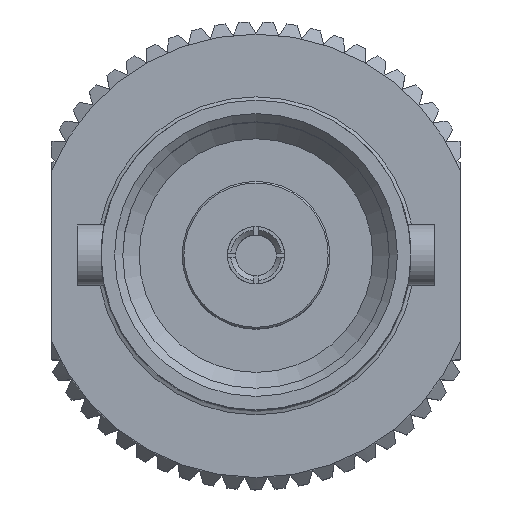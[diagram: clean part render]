
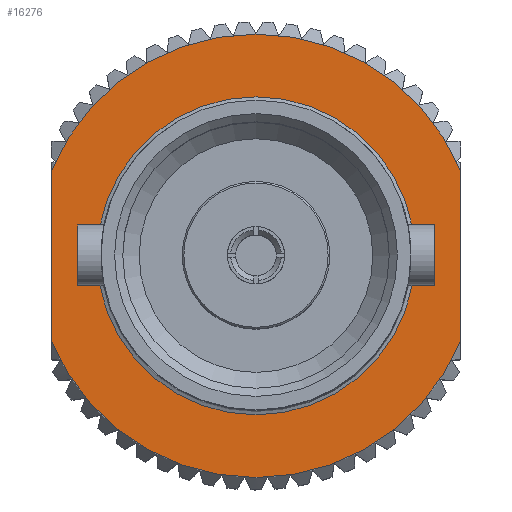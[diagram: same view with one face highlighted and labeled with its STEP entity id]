
A CAD part, top view. The second image highlights one B-rep face of the part: STEP entity #16276.
In plain terms, the highlighted face is planar.
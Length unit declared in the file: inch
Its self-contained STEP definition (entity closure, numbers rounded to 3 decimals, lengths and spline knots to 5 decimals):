
#1765 = CARTESIAN_POINT ( 'NONE',  ( 1.53787, -0.36129, 0.25 ) ) ;
#1836 = DIRECTION ( 'NONE',  ( 1., 0., 0. ) ) ;
#3336 = AXIS2_PLACEMENT_3D ( 'NONE', #3871, #34547, #56302 ) ;
#3861 = VERTEX_POINT ( 'NONE', #56293 ) ;
#3871 = CARTESIAN_POINT ( 'NONE',  ( 1.53787, 0., 0. ) ) ;
#5380 = CIRCLE ( 'NONE', #27114, 0.27043 ) ;
#5470 = CIRCLE ( 'NONE', #11962, 0.194 ) ;
#5951 = CARTESIAN_POINT ( 'NONE',  ( 1.53787, 0., 0. ) ) ;
#8278 = PLANE ( 'NONE',  #3336 ) ;
#8690 = VECTOR ( 'NONE', #8699, 39.37008 ) ;
#8699 = DIRECTION ( 'NONE',  ( 0., 1., 0. ) ) ;
#9449 = ORIENTED_EDGE ( 'NONE', *, *, #57384, .T. ) ;
#11298 = LINE ( 'NONE', #1765, #65779 ) ;
#11705 = EDGE_LOOP ( 'NONE', ( #14137 ) ) ;
#11962 = AXIS2_PLACEMENT_3D ( 'NONE', #13541, #59876, #65324 ) ;
#12492 = EDGE_CURVE ( 'NONE', #14603, #31983, #11298, .T. ) ;
#13378 = CARTESIAN_POINT ( 'NONE',  ( 1.53787, -0.10312, -0.25 ) ) ;
#13541 = CARTESIAN_POINT ( 'NONE',  ( 1.53787, 0., 0. ) ) ;
#13722 = FACE_BOUND ( 'NONE', #11705, .T. ) ;
#14137 = ORIENTED_EDGE ( 'NONE', *, *, #15692, .T. ) ;
#14603 = VERTEX_POINT ( 'NONE', #60261 ) ;
#15692 = EDGE_CURVE ( 'NONE', #3861, #3861, #5470, .T. ) ;
#16276 = ADVANCED_FACE ( 'NONE', ( #13722, #45423 ), #8278, .F. ) ;
#18198 = EDGE_LOOP ( 'NONE', ( #34029, #9449, #29852, #24851 ) ) ;
#19951 = CARTESIAN_POINT ( 'NONE',  ( 1.53787, 0.10312, -0.25 ) ) ;
#19952 = DIRECTION ( 'NONE',  ( 0., 0., 1. ) ) ;
#24851 = ORIENTED_EDGE ( 'NONE', *, *, #46486, .T. ) ;
#26723 = DIRECTION ( 'NONE',  ( 1., 0., 0. ) ) ;
#27114 = AXIS2_PLACEMENT_3D ( 'NONE', #42370, #1836, #47823 ) ;
#29852 = ORIENTED_EDGE ( 'NONE', *, *, #12492, .T. ) ;
#31983 = VERTEX_POINT ( 'NONE', #62902 ) ;
#34029 = ORIENTED_EDGE ( 'NONE', *, *, #67254, .T. ) ;
#34547 = DIRECTION ( 'NONE',  ( -1., 0., 0. ) ) ;
#37232 = DIRECTION ( 'NONE',  ( 0., -1., 0. ) ) ;
#41055 = CARTESIAN_POINT ( 'NONE',  ( 1.53787, -0.36129, -0.25 ) ) ;
#42370 = CARTESIAN_POINT ( 'NONE',  ( 1.53787, 0., 0. ) ) ;
#42880 = AXIS2_PLACEMENT_3D ( 'NONE', #5951, #26723, #19952 ) ;
#45423 = FACE_OUTER_BOUND ( 'NONE', #18198, .T. ) ;
#45496 = LINE ( 'NONE', #41055, #8690 ) ;
#46486 = EDGE_CURVE ( 'NONE', #31983, #49784, #47201, .T. ) ;
#47201 = CIRCLE ( 'NONE', #42880, 0.27043 ) ;
#47823 = DIRECTION ( 'NONE',  ( 0., 0., 1. ) ) ;
#49784 = VERTEX_POINT ( 'NONE', #13378 ) ;
#56293 = CARTESIAN_POINT ( 'NONE',  ( 1.53787, 0., 0.194 ) ) ;
#56302 = DIRECTION ( 'NONE',  ( 0., 0., 1. ) ) ;
#57384 = EDGE_CURVE ( 'NONE', #60277, #14603, #5380, .T. ) ;
#59876 = DIRECTION ( 'NONE',  ( -1., 0., 0. ) ) ;
#60261 = CARTESIAN_POINT ( 'NONE',  ( 1.53787, 0.10312, 0.25 ) ) ;
#60277 = VERTEX_POINT ( 'NONE', #19951 ) ;
#62902 = CARTESIAN_POINT ( 'NONE',  ( 1.53787, -0.10312, 0.25 ) ) ;
#65324 = DIRECTION ( 'NONE',  ( 0., 0., 1. ) ) ;
#65779 = VECTOR ( 'NONE', #37232, 39.37008 ) ;
#67254 = EDGE_CURVE ( 'NONE', #49784, #60277, #45496, .T. ) ;
